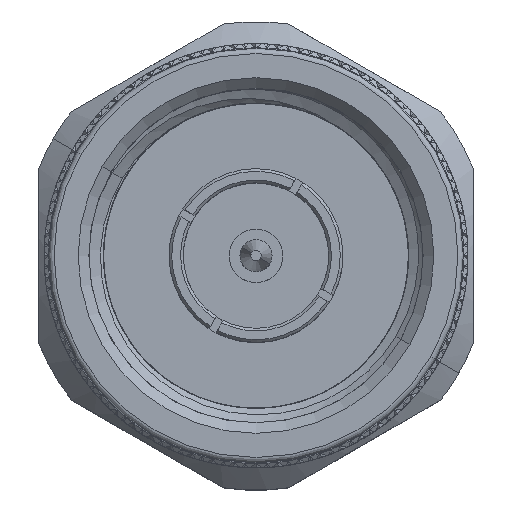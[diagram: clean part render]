
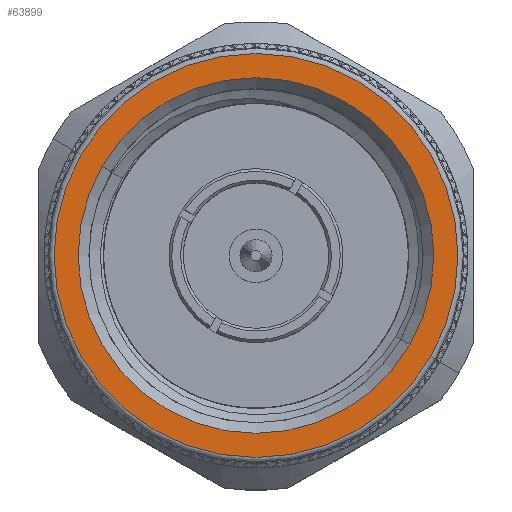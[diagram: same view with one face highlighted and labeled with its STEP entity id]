
A CAD part, top view. The second image highlights one B-rep face of the part: STEP entity #63899.
In plain terms, the highlighted face is planar.
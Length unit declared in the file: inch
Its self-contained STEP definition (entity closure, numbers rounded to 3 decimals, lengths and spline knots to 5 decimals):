
#1186 = EDGE_CURVE ( 'NONE', #136806, #185479, #160588, .T. ) ;
#10492 = CARTESIAN_POINT ( 'NONE',  ( 0., 0., 0. ) ) ;
#15703 = CIRCLE ( 'NONE', #108584, 0.3776 ) ;
#15751 = DIRECTION ( 'NONE',  ( 1., 0., 0. ) ) ;
#21800 = EDGE_LOOP ( 'NONE', ( #30226, #116970 ) ) ;
#28539 = DIRECTION ( 'NONE',  ( 0., 0., -1. ) ) ;
#30226 = ORIENTED_EDGE ( 'NONE', *, *, #33349, .T. ) ;
#30265 = FACE_OUTER_BOUND ( 'NONE', #141505, .T. ) ;
#33288 = AXIS2_PLACEMENT_3D ( 'NONE', #164313, #191426, #28539 ) ;
#33349 = EDGE_CURVE ( 'NONE', #67413, #62158, #55164, .T. ) ;
#40296 = CARTESIAN_POINT ( 'NONE',  ( 0., 0., 0. ) ) ;
#42332 = ORIENTED_EDGE ( 'NONE', *, *, #159639, .T. ) ;
#55164 = CIRCLE ( 'NONE', #169814, 0.3325 ) ;
#56780 = DIRECTION ( 'NONE',  ( -1., 0., 0. ) ) ;
#62158 = VERTEX_POINT ( 'NONE', #96535 ) ;
#63899 = ADVANCED_FACE ( 'NONE', ( #174808, #30265 ), #89434, .F. ) ;
#67413 = VERTEX_POINT ( 'NONE', #126086 ) ;
#82270 = DIRECTION ( 'NONE',  ( -1., 0., 0. ) ) ;
#82314 = AXIS2_PLACEMENT_3D ( 'NONE', #148593, #15751, #134095 ) ;
#85842 = CIRCLE ( 'NONE', #33288, 0.3325 ) ;
#88692 = CARTESIAN_POINT ( 'NONE',  ( 0., 0., 0. ) ) ;
#89434 = PLANE ( 'NONE',  #82314 ) ;
#96535 = CARTESIAN_POINT ( 'NONE',  ( 0., 0., -0.3325 ) ) ;
#97787 = DIRECTION ( 'NONE',  ( 0., 0., -1. ) ) ;
#99446 = DIRECTION ( 'NONE',  ( 0., 0., -1. ) ) ;
#104215 = DIRECTION ( 'NONE',  ( 1., 0., 0. ) ) ;
#108584 = AXIS2_PLACEMENT_3D ( 'NONE', #40296, #56780, #99446 ) ;
#116970 = ORIENTED_EDGE ( 'NONE', *, *, #138962, .T. ) ;
#126086 = CARTESIAN_POINT ( 'NONE',  ( 0., 0., 0.3325 ) ) ;
#134095 = DIRECTION ( 'NONE',  ( 0., 0., -1. ) ) ;
#134304 = DIRECTION ( 'NONE',  ( 0., 0., -1. ) ) ;
#136806 = VERTEX_POINT ( 'NONE', #182257 ) ;
#138962 = EDGE_CURVE ( 'NONE', #62158, #67413, #85842, .T. ) ;
#141505 = EDGE_LOOP ( 'NONE', ( #42332, #167608 ) ) ;
#142132 = CARTESIAN_POINT ( 'NONE',  ( 0., 0., -0.3776 ) ) ;
#148593 = CARTESIAN_POINT ( 'NONE',  ( 0., 0., 0. ) ) ;
#154354 = AXIS2_PLACEMENT_3D ( 'NONE', #10492, #82270, #97787 ) ;
#159639 = EDGE_CURVE ( 'NONE', #185479, #136806, #15703, .T. ) ;
#160588 = CIRCLE ( 'NONE', #154354, 0.3776 ) ;
#164313 = CARTESIAN_POINT ( 'NONE',  ( 0., 0., 0. ) ) ;
#167608 = ORIENTED_EDGE ( 'NONE', *, *, #1186, .T. ) ;
#169814 = AXIS2_PLACEMENT_3D ( 'NONE', #88692, #104215, #134304 ) ;
#174808 = FACE_BOUND ( 'NONE', #21800, .T. ) ;
#182257 = CARTESIAN_POINT ( 'NONE',  ( 0., 0., 0.3776 ) ) ;
#185479 = VERTEX_POINT ( 'NONE', #142132 ) ;
#191426 = DIRECTION ( 'NONE',  ( 1., 0., 0. ) ) ;
